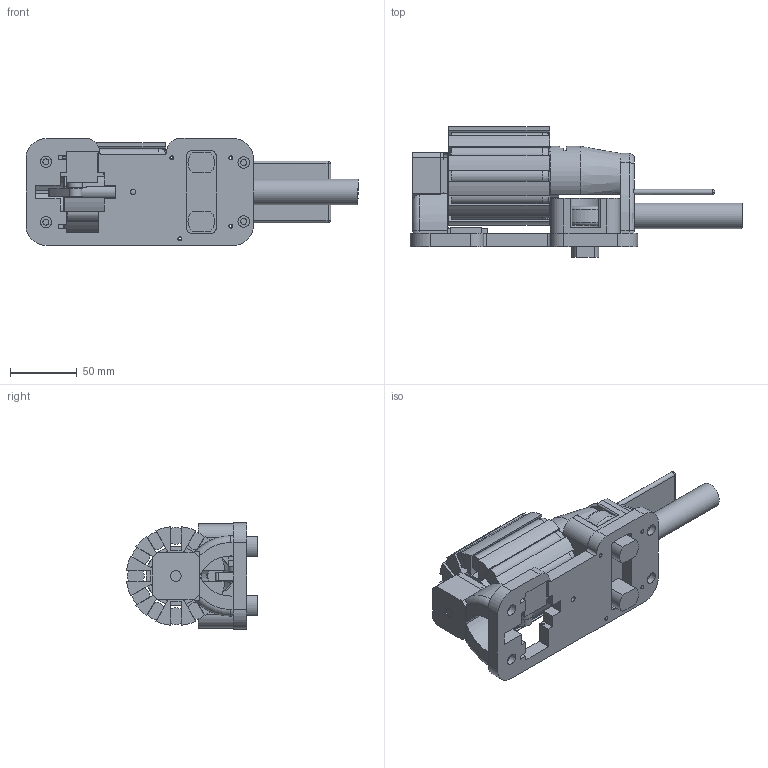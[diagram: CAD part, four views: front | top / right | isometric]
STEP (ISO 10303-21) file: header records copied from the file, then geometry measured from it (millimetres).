
FILE_DESCRIPTION(/* description */ (''),/* implementation_level */ '2;1');
FILE_NAME(/* name */ 'Firing Mech Design 1 v23.step',/* time_stamp */ '2022-02-01T16:38:24+00:00',/* author */ (''),/* organization */ (''),/* preprocessor_version */ 'ST-DEVELOPER v18.1',/* originating_system */ 'Autodesk Translation Framework v10.10.0.1391',/* authorisation */ '');
FILE_SCHEMA (('AUTOMOTIVE_DESIGN { 1 0 10303 214 3 1 1 }'));
Length unit declared in the file: millimetre
Products named in the file (12): Firing Mech Design 1; 35x35x20Stepper v1; Nerf Bullet; 20x32x7Bearing v1; Micro Servo 9g; Servo Arm; Launcher; 12 Dart Magazine; Magnet; Bearing Holder; AS5600 Magnetic Encoder; Stepper Holder
Assembly tree (22 placements, depth 3):
  Firing Mech Design 1
    35x35x20Stepper v1
    Nerf Bullet  x12
    20x32x7Bearing v1
    Micro Servo 9g
    Servo Arm
    Launcher
    12 Dart Magazine
      Magnet
    Bearing Holder
      AS5600 Magnetic Encoder
    Stepper Holder
Bounding box: 248 x 97.68 x 80 mm (x, y, z)
Volume: 605845.6 mm3; surface area: 212251 mm2
Topology: 46 solids, 46 shells, 619 faces, 1480 edges, 988 vertices
Faces by surface type: plane 361, cylinder 182, torus 32, sphere 28, cone 16
Full cylindrical faces by diameter (mm): 1.5 x1, 2 x8, 3 x8, 4 x9, 4.5 x12, 4.8 x2, 5 x3, 5.2 x1, 6 x1, 8 x1, 8.5 x4, 9 x2, 11.6 x1, 12 x2, 12.7 x12, 13 x2, 19 x1, 19.8 x1, 20 x1, 22 x3, 23.8 x1, 24 x1, 26.3 x1, 30 x2, 32 x1, 35 x2
Entity records: 18167 total; most frequent: CARTESIAN_POINT 4171, DIRECTION 2884, ORIENTED_EDGE 2714, EDGE_CURVE 1357, AXIS2_PLACEMENT_3D 1029, VERTEX_POINT 922, LINE 826, VECTOR 826
